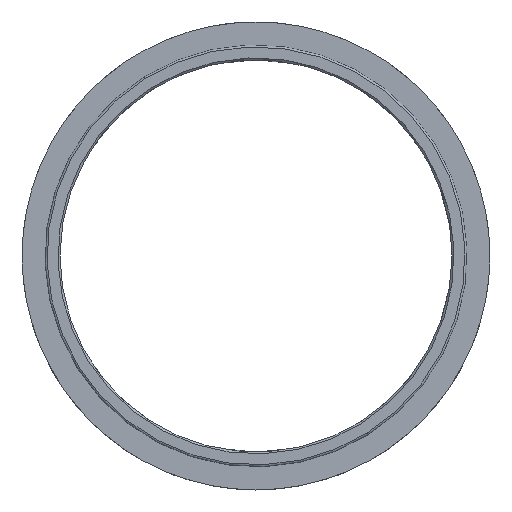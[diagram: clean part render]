
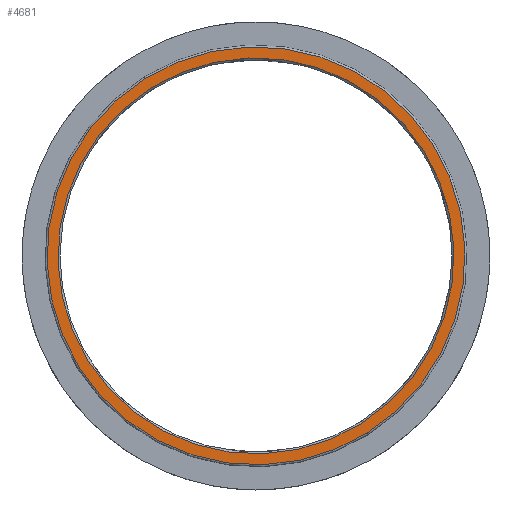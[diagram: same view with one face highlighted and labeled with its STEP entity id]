
A CAD part, top view. The second image highlights one B-rep face of the part: STEP entity #4681.
In plain terms, the highlighted planar face has unit normal (0, 0, 1).
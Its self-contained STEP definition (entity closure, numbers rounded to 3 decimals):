
#208 = AXIS2_PLACEMENT_3D ( 'NONE', #4513, #11455, #12345 ) ;
#243 = AXIS2_PLACEMENT_3D ( 'NONE', #21707, #11694, #18630 ) ;
#1662 = FACE_OUTER_BOUND ( 'NONE', #5129, .T. ) ;
#2101 = DIRECTION ( 'NONE',  ( -0.533, 0.846, 0. ) ) ;
#2415 = DIRECTION ( 'NONE',  ( -0.533, 0.846, 0. ) ) ;
#2647 = DIRECTION ( 'NONE',  ( 0., 0., -1. ) ) ;
#3667 = ORIENTED_EDGE ( 'NONE', *, *, #13054, .F. ) ;
#3944 = CARTESIAN_POINT ( 'NONE',  ( 567.672, -902.277, 500. ) ) ;
#4273 = CIRCLE ( 'NONE', #208, 1066. ) ;
#4513 = CARTESIAN_POINT ( 'NONE',  ( 0., 0., 500. ) ) ;
#4681 = ADVANCED_FACE ( 'NONE', ( #8932, #1662 ), #19395, .T. ) ;
#4750 = ORIENTED_EDGE ( 'NONE', *, *, #4800, .T. ) ;
#4800 = EDGE_CURVE ( 'NONE', #11996, #13468, #15132, .T. ) ;
#5129 = EDGE_LOOP ( 'NONE', ( #3667, #5711 ) ) ;
#5711 = ORIENTED_EDGE ( 'NONE', *, *, #16576, .F. ) ;
#5961 = VERTEX_POINT ( 'NONE', #7953 ) ;
#7875 = CARTESIAN_POINT ( 'NONE',  ( 0., 0., 500. ) ) ;
#7953 = CARTESIAN_POINT ( 'NONE',  ( -567.672, 902.277, 500. ) ) ;
#8932 = FACE_BOUND ( 'NONE', #13440, .T. ) ;
#9349 = AXIS2_PLACEMENT_3D ( 'NONE', #7875, #2647, #2415 ) ;
#10325 = CARTESIAN_POINT ( 'NONE',  ( -537.851, 854.878, 500. ) ) ;
#10433 = CIRCLE ( 'NONE', #243, 1010. ) ;
#11140 = AXIS2_PLACEMENT_3D ( 'NONE', #20776, #15869, #20881 ) ;
#11380 = EDGE_CURVE ( 'NONE', #13468, #11996, #10433, .T. ) ;
#11455 = DIRECTION ( 'NONE',  ( 0., 0., -1. ) ) ;
#11694 = DIRECTION ( 'NONE',  ( 0., 0., -1. ) ) ;
#11996 = VERTEX_POINT ( 'NONE', #19376 ) ;
#12345 = DIRECTION ( 'NONE',  ( -0.533, 0.846, 0. ) ) ;
#12452 = CARTESIAN_POINT ( 'NONE',  ( 0., 0., 500. ) ) ;
#13054 = EDGE_CURVE ( 'NONE', #5961, #14812, #14808, .T. ) ;
#13440 = EDGE_LOOP ( 'NONE', ( #4750, #14582 ) ) ;
#13468 = VERTEX_POINT ( 'NONE', #10325 ) ;
#14582 = ORIENTED_EDGE ( 'NONE', *, *, #11380, .T. ) ;
#14808 = CIRCLE ( 'NONE', #9349, 1066. ) ;
#14812 = VERTEX_POINT ( 'NONE', #3944 ) ;
#15132 = CIRCLE ( 'NONE', #15863, 1010. ) ;
#15863 = AXIS2_PLACEMENT_3D ( 'NONE', #12452, #21211, #2101 ) ;
#15869 = DIRECTION ( 'NONE',  ( 0., 0., 1. ) ) ;
#16576 = EDGE_CURVE ( 'NONE', #14812, #5961, #4273, .T. ) ;
#18630 = DIRECTION ( 'NONE',  ( -0.533, 0.846, 0. ) ) ;
#19376 = CARTESIAN_POINT ( 'NONE',  ( 537.851, -854.878, 500. ) ) ;
#19395 = PLANE ( 'NONE',  #11140 ) ;
#20776 = CARTESIAN_POINT ( 'NONE',  ( 0., 0., 500. ) ) ;
#20881 = DIRECTION ( 'NONE',  ( 1., 0., 0. ) ) ;
#21211 = DIRECTION ( 'NONE',  ( 0., 0., -1. ) ) ;
#21707 = CARTESIAN_POINT ( 'NONE',  ( 0., 0., 500. ) ) ;
